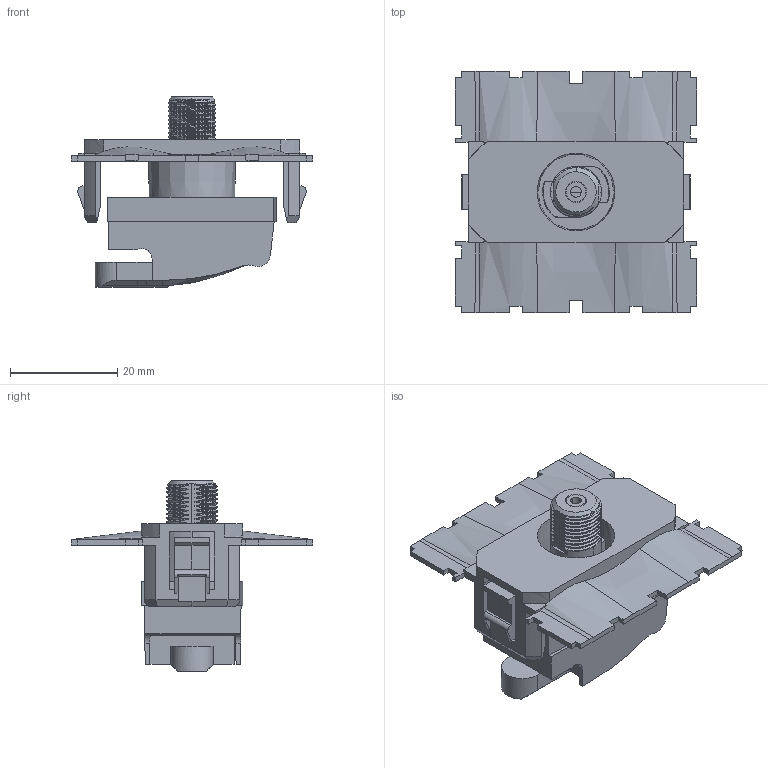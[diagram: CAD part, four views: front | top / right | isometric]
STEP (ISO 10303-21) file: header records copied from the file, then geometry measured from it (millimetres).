
FILE_DESCRIPTION(('CATIA V5 STEP Exchange','CAx-IF Rec.Pracs.--- Model Styling and Organization---1.5--- 2016-08-15','CAx-IF Rec.Pracs.---Supplemental Geometry---1.0---2011-11-01','CAx-IF Rec.Pracs.--- Composite Materials ---1.1---2010-07-15'),'2;1');
FILE_NAME('CM0380S.stp','2023-07-17T07:04:13+00:00',('none'),('none'),'CATIA Version 5-6 Release 2020 SP3','CATIA V5 STEP AP214 v2','none');
FILE_SCHEMA(('AUTOMOTIVE_DESIGN { 1 0 10303 214 1 1 1 1 }'));
Length unit declared in the file: millimetre
Products named in the file (1): CM0380S
Bounding box: 45.05 x 45.05 x 35.55 mm (x, y, z)
Volume: 11289.2 mm3; surface area: 12951.2 mm2
Topology: 5 solids, 5 shells, 512 faces, 1514 edges, 1012 vertices
Faces by surface type: plane 255, bspline 194, cylinder 34, cone 23, extrusion 6
Entity records: 28111 total; most frequent: CARTESIAN_POINT 17025, ORIENTED_EDGE 3028, EDGE_CURVE 1514, DIRECTION 1124, VERTEX_POINT 1012, B_SPLINE_CURVE_WITH_KNOTS 790, VECTOR 626, LINE 620
